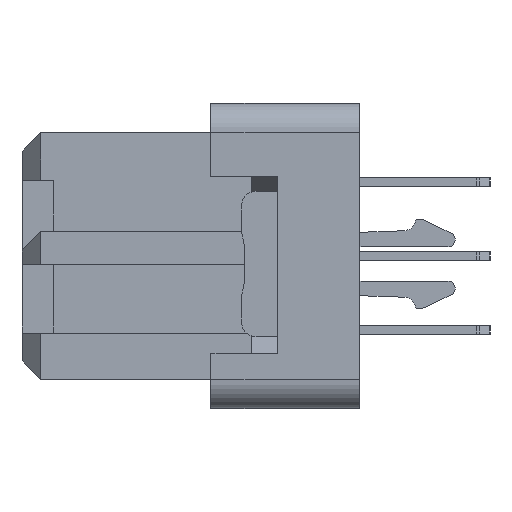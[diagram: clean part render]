
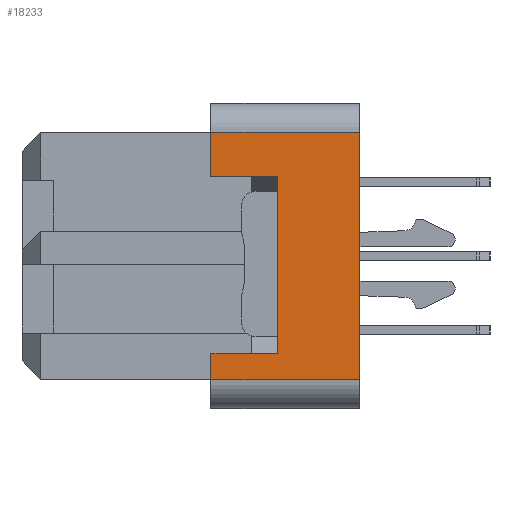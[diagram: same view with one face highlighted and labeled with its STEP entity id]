
A CAD part, left-side view. The second image highlights one B-rep face of the part: STEP entity #18233.
In plain terms, the highlighted planar face has unit normal (-1, 0, 0).
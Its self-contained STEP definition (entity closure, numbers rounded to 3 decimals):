
#15592=CARTESIAN_POINT('',(-27.45,-0.1,-2.08));
#15593=VERTEX_POINT('',#15592);
#15594=CARTESIAN_POINT('',(-27.45,-2.4,-2.08));
#15595=VERTEX_POINT('',#15594);
#15596=CARTESIAN_POINT('',(-27.45,-0.1,-2.08));
#15597=DIRECTION('',(0.,-1.,0.));
#15598=VECTOR('',#15597,2.3);
#15599=LINE('',#15596,#15598);
#15600=EDGE_CURVE('',#15593,#15595,#15599,.T.);
#15791=CARTESIAN_POINT('',(-27.45,-2.4,4.02));
#15792=VERTEX_POINT('',#15791);
#15799=CARTESIAN_POINT('',(-27.45,-0.1,4.02));
#15800=VERTEX_POINT('',#15799);
#15801=CARTESIAN_POINT('',(-27.45,-2.4,4.02));
#15802=DIRECTION('',(0.,1.,0.));
#15803=VECTOR('',#15802,2.3);
#15804=LINE('',#15801,#15803);
#15805=EDGE_CURVE('',#15792,#15800,#15804,.T.);
#18169=CARTESIAN_POINT('',(-27.45,-0.1,-2.98));
#18170=VERTEX_POINT('',#18169);
#18178=CARTESIAN_POINT('',(-27.45,-0.1,-2.98));
#18179=DIRECTION('',(0.,0.,1.));
#18180=VECTOR('',#18179,0.9);
#18181=LINE('',#18178,#18180);
#18182=EDGE_CURVE('',#18170,#15593,#18181,.T.);
#18187=CARTESIAN_POINT('',(-27.45,-3.4,1.27));
#18188=DIRECTION('',(0.,0.,-1.));
#18189=DIRECTION('',(-1.,-0.,-0.));
#18190=AXIS2_PLACEMENT_3D('',#18187,#18189,#18188);
#18191=PLANE('',#18190);
#18192=CARTESIAN_POINT('',(-27.45,-5.2,-2.98));
#18193=VERTEX_POINT('',#18192);
#18194=CARTESIAN_POINT('',(-27.45,-0.1,-2.98));
#18195=DIRECTION('',(0.,-1.,0.));
#18196=VECTOR('',#18195,5.1);
#18197=LINE('',#18194,#18196);
#18198=EDGE_CURVE('',#18170,#18193,#18197,.T.);
#18199=ORIENTED_EDGE('',*,*,#18198,.T.);
#18200=CARTESIAN_POINT('',(-27.45,-5.2,5.52));
#18201=VERTEX_POINT('',#18200);
#18202=CARTESIAN_POINT('',(-27.45,-5.2,-2.98));
#18203=DIRECTION('',(0.,0.,1.));
#18204=VECTOR('',#18203,8.5);
#18205=LINE('',#18202,#18204);
#18206=EDGE_CURVE('',#18193,#18201,#18205,.T.);
#18207=ORIENTED_EDGE('',*,*,#18206,.T.);
#18208=CARTESIAN_POINT('',(-27.45,-0.1,5.52));
#18209=VERTEX_POINT('',#18208);
#18210=CARTESIAN_POINT('',(-27.45,-5.2,5.52));
#18211=DIRECTION('',(0.,1.,0.));
#18212=VECTOR('',#18211,5.1);
#18213=LINE('',#18210,#18212);
#18214=EDGE_CURVE('',#18201,#18209,#18213,.T.);
#18215=ORIENTED_EDGE('',*,*,#18214,.T.);
#18216=CARTESIAN_POINT('',(-27.45,-0.1,5.52));
#18217=DIRECTION('',(0.,0.,-1.));
#18218=VECTOR('',#18217,1.5);
#18219=LINE('',#18216,#18218);
#18220=EDGE_CURVE('',#18209,#15800,#18219,.T.);
#18221=ORIENTED_EDGE('',*,*,#18220,.T.);
#18222=ORIENTED_EDGE('',*,*,#15805,.F.);
#18223=CARTESIAN_POINT('',(-27.45,-2.4,4.02));
#18224=DIRECTION('',(0.,0.,-1.));
#18225=VECTOR('',#18224,6.1);
#18226=LINE('',#18223,#18225);
#18227=EDGE_CURVE('',#15792,#15595,#18226,.T.);
#18228=ORIENTED_EDGE('',*,*,#18227,.T.);
#18229=ORIENTED_EDGE('',*,*,#15600,.F.);
#18230=ORIENTED_EDGE('',*,*,#18182,.F.);
#18231=EDGE_LOOP('',(#18199,#18207,#18215,#18221,#18222,#18228,#18229,#18230));
#18232=FACE_OUTER_BOUND('',#18231,.T.);
#18233=ADVANCED_FACE('',(#18232),#18191,.T.);
